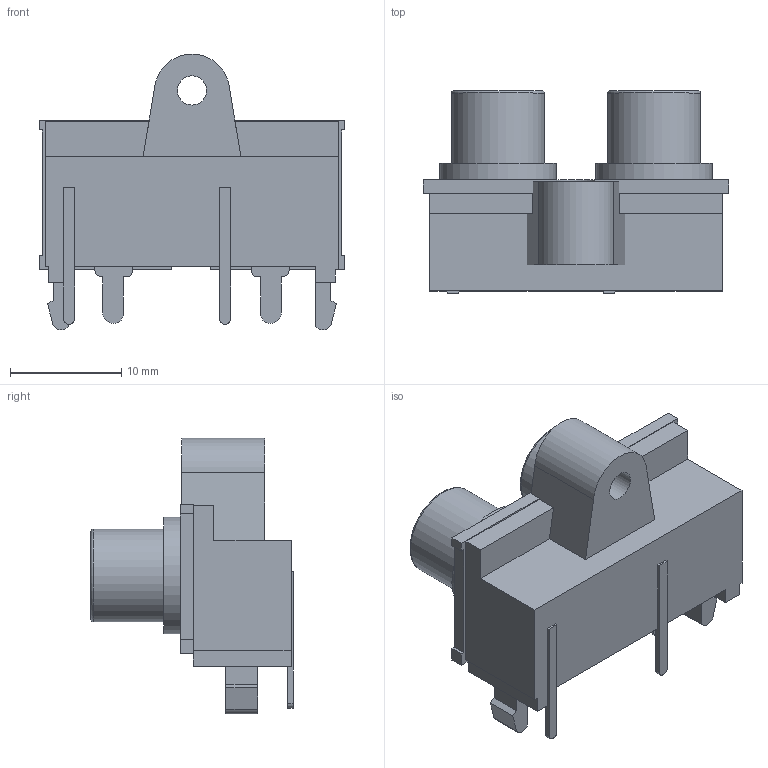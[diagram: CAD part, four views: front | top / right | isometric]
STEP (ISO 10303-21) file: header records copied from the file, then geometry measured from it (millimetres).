
FILE_DESCRIPTION(/* description */ ('Unknown'),/* implementation_level */ '2;1');
FILE_NAME(/* name */ '156-4218-E',/* time_stamp */ '2024-01-30T11:57:54+02:00',/* author */ ('Unknown'),/* organization */ ('Unknown'),/* preprocessor_version */ 'ST-DEVELOPER v18.102',/* originating_system */ 'Solid Edge',/* authorisation */ 'Unknown');
FILE_SCHEMA (('AUTOMOTIVE_DESIGN {1 0 10303 214 3 1 1}'));
Length unit declared in the file: millimetre
Products named in the file (1): 156-4218-E
Bounding box: 27.43 x 18.14 x 24.74 mm (x, y, z)
Volume: 3707.2 mm3; surface area: 2754.3 mm2
Topology: 1 solids, 1 shells, 122 faces, 323 edges, 213 vertices
Faces by surface type: plane 92, cylinder 26, torus 4
Full cylindrical faces by diameter (mm): 2.623 x1, 4.784 x2, 7.68 x2, 8.306 x2, 10.47 x2
Entity records: 4531 total; most frequent: CARTESIAN_POINT 638, ORIENTED_EDGE 612, DIRECTION 608, EDGE_CURVE 306, LINE 250, VECTOR 250, VERTEX_POINT 209, AXIS2_PLACEMENT_3D 179
